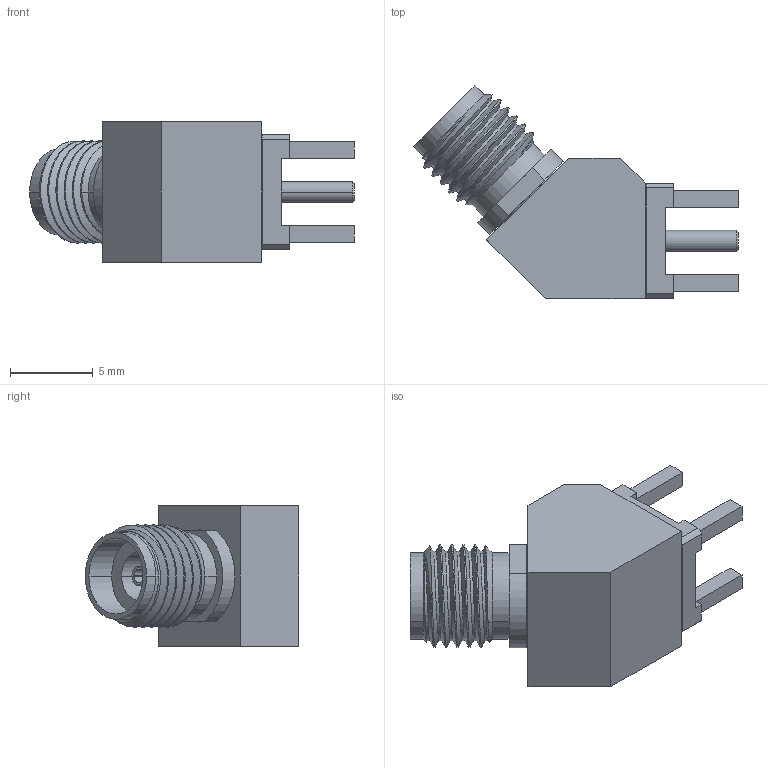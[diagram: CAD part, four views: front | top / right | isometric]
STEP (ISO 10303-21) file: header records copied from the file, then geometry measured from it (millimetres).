
FILE_DESCRIPTION (( 'STEP AP214' ), '1' );
FILE_NAME ('FMCN45997_3D.step', '2025-03-06T15:57:04', ( '' ), ( '' ), 'SwSTEP 2.0', 'SolidWorks 2022', '' );
FILE_SCHEMA (( 'AUTOMOTIVE_DESIGN' ));
Length unit declared in the file: inch
Products named in the file (1): FMCN45997_3D
Bounding box: 19.68 x 12.94 x 8.5 mm (x, y, z)
Volume: 728.6 mm3; surface area: 935.8 mm2
Topology: 1 solids, 3 shells, 144 faces, 352 edges, 222 vertices
Faces by surface type: plane 67, cylinder 44, cone 30, bspline 3
Entity records: 6091 total; most frequent: CARTESIAN_POINT 2699, ORIENTED_EDGE 700, DIRECTION 695, EDGE_CURVE 350, AXIS2_PLACEMENT_3D 253, VERTEX_POINT 222, LINE 189, VECTOR 189
